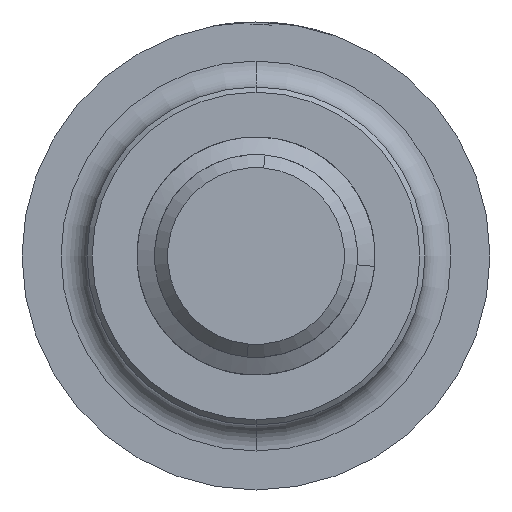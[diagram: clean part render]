
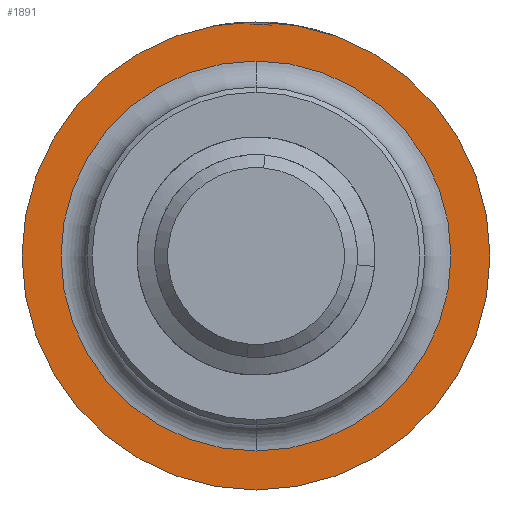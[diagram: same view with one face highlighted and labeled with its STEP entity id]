
A CAD part, front view. The second image highlights one B-rep face of the part: STEP entity #1891.
In plain terms, the highlighted planar face has unit normal (0, -1, 0).
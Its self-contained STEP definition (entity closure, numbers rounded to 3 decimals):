
#28 = VERTEX_POINT ( 'NONE', #6567 ) ;
#273 = CIRCLE ( 'NONE', #2690, 9. ) ;
#368 = CARTESIAN_POINT ( 'NONE',  ( 0., 12.42, 0. ) ) ;
#439 = DIRECTION ( 'NONE',  ( 0., 0., -1. ) ) ;
#822 = CIRCLE ( 'NONE', #6382, 7.5 ) ;
#1441 = EDGE_CURVE ( 'NONE', #1961, #28, #1465, .T. ) ;
#1465 = CIRCLE ( 'NONE', #6283, 7.5 ) ;
#1593 = DIRECTION ( 'NONE',  ( 0., -1., 0. ) ) ;
#1601 = PLANE ( 'NONE',  #1681 ) ;
#1681 = AXIS2_PLACEMENT_3D ( 'NONE', #5394, #5922, #3263 ) ;
#1891 = ADVANCED_FACE ( 'NONE', ( #2983, #6679 ), #1601, .T. ) ;
#1961 = VERTEX_POINT ( 'NONE', #2758 ) ;
#2060 = EDGE_LOOP ( 'NONE', ( #5387, #5705 ) ) ;
#2186 = DIRECTION ( 'NONE',  ( 0., 0., -1. ) ) ;
#2557 = DIRECTION ( 'NONE',  ( 0., 0., -1. ) ) ;
#2690 = AXIS2_PLACEMENT_3D ( 'NONE', #6399, #1593, #439 ) ;
#2758 = CARTESIAN_POINT ( 'NONE',  ( 0., 12.42, -7.5 ) ) ;
#2858 = VERTEX_POINT ( 'NONE', #5814 ) ;
#2983 = FACE_OUTER_BOUND ( 'NONE', #4707, .T. ) ;
#3263 = DIRECTION ( 'NONE',  ( 0., 0., -1. ) ) ;
#3538 = CARTESIAN_POINT ( 'NONE',  ( 0., 12.42, 0. ) ) ;
#3811 = CIRCLE ( 'NONE', #5184, 9. ) ;
#3826 = CARTESIAN_POINT ( 'NONE',  ( 0., 12.42, 0. ) ) ;
#4014 = EDGE_CURVE ( 'NONE', #2858, #6028, #273, .T. ) ;
#4620 = DIRECTION ( 'NONE',  ( 0., -1., 0. ) ) ;
#4707 = EDGE_LOOP ( 'NONE', ( #4927, #6855 ) ) ;
#4751 = CARTESIAN_POINT ( 'NONE',  ( 0., 12.42, -9. ) ) ;
#4812 = EDGE_CURVE ( 'NONE', #28, #1961, #822, .T. ) ;
#4927 = ORIENTED_EDGE ( 'NONE', *, *, #5062, .T. ) ;
#5062 = EDGE_CURVE ( 'NONE', #6028, #2858, #3811, .T. ) ;
#5184 = AXIS2_PLACEMENT_3D ( 'NONE', #368, #6330, #2557 ) ;
#5190 = DIRECTION ( 'NONE',  ( 0., 0., -1. ) ) ;
#5387 = ORIENTED_EDGE ( 'NONE', *, *, #1441, .F. ) ;
#5394 = CARTESIAN_POINT ( 'NONE',  ( 7.5, 12.42, 0. ) ) ;
#5413 = DIRECTION ( 'NONE',  ( 0., -1., 0. ) ) ;
#5705 = ORIENTED_EDGE ( 'NONE', *, *, #4812, .F. ) ;
#5814 = CARTESIAN_POINT ( 'NONE',  ( 0., 12.42, 9. ) ) ;
#5922 = DIRECTION ( 'NONE',  ( 0., -1., 0. ) ) ;
#6028 = VERTEX_POINT ( 'NONE', #4751 ) ;
#6283 = AXIS2_PLACEMENT_3D ( 'NONE', #3538, #4620, #5190 ) ;
#6330 = DIRECTION ( 'NONE',  ( 0., -1., 0. ) ) ;
#6382 = AXIS2_PLACEMENT_3D ( 'NONE', #3826, #5413, #2186 ) ;
#6399 = CARTESIAN_POINT ( 'NONE',  ( 0., 12.42, 0. ) ) ;
#6567 = CARTESIAN_POINT ( 'NONE',  ( 0., 12.42, 7.5 ) ) ;
#6679 = FACE_BOUND ( 'NONE', #2060, .T. ) ;
#6855 = ORIENTED_EDGE ( 'NONE', *, *, #4014, .T. ) ;
